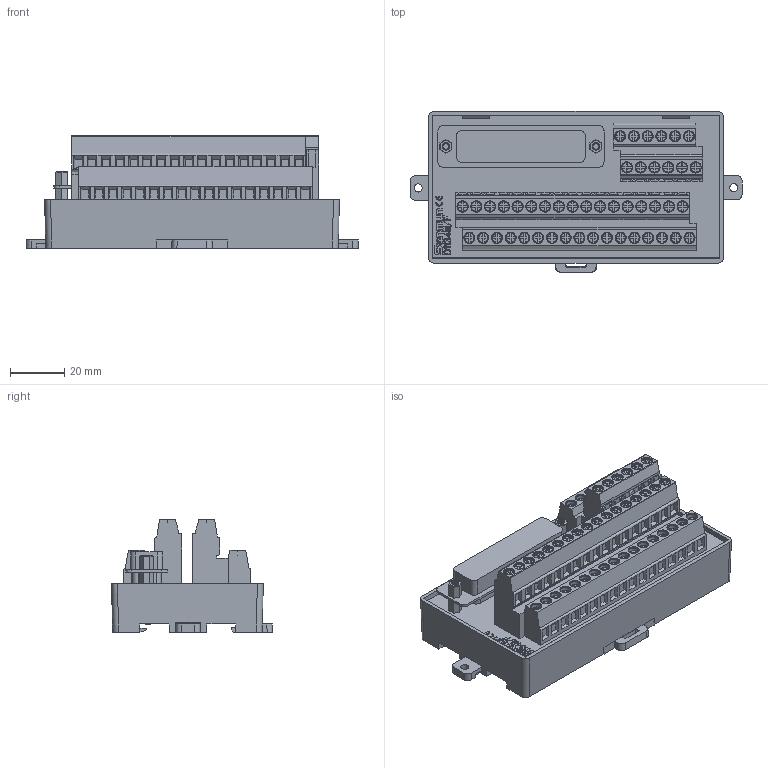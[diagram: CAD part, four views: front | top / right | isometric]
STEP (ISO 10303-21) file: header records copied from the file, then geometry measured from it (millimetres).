
FILE_DESCRIPTION(/* description */ (''),/* implementation_level */ '2;1');
FILE_NAME(/* name */ 'D1134M_F-E.stp',/* time_stamp */ '2024-08-08T16:42:04+08:00',/* author */ (''),/* organization */ (''),/* preprocessor_version */ 'ST-DEVELOPER v14',/* originating_system */ 'SIEMENS PLM Software NX 8.0',/* authorisation */ '');
FILE_SCHEMA (('AUTOMOTIVE_DESIGN { 1 0 10303 214 3 1 1 1 }'));
Products named in the file (1): D1134M_F-E 3D_stp
Bounding box: 122.6 x 59.51 x 41.45 mm (x, y, z)
Volume: 137882.4 mm3; surface area: 36414.4 mm2
Topology: 3 solids, 3 shells, 1953 faces, 5207 edges, 3437 vertices
Faces by surface type: plane 1470, cylinder 217, torus 144, cone 104, extrusion 10, bspline 8
Full cylindrical faces by diameter (mm): 0.5 x44, 3 x2, 4.1 x40, 4.13 x40
Entity records: 67909 total; most frequent: CARTESIAN_POINT 19410, ORIENTED_EDGE 9970, DIRECTION 8973, EDGE_CURVE 4985, VECTOR 3781, LINE 3771, VERTEX_POINT 3384, AXIS2_PLACEMENT_3D 2596
